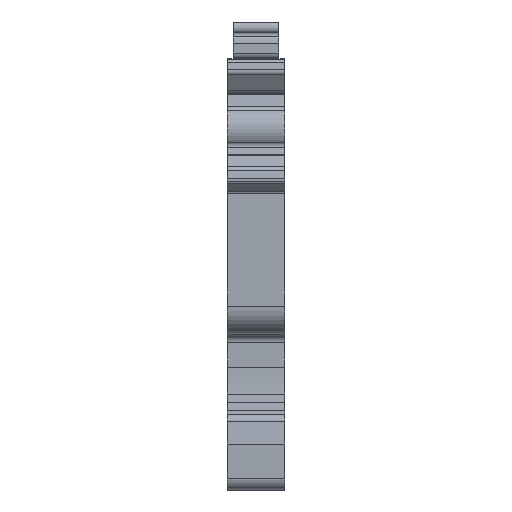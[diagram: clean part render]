
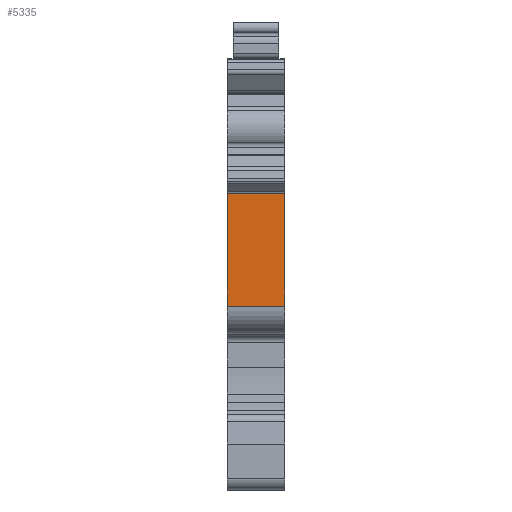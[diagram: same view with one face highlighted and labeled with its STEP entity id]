
A CAD part, left-side view. The second image highlights one B-rep face of the part: STEP entity #5335.
In plain terms, the highlighted planar face has unit normal (-1, 0, 0).
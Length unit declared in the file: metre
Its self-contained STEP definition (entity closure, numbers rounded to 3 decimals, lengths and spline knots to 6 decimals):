
#304=FACE_OUTER_BOUND('',#570,.T.);
#570=EDGE_LOOP('',(#4305,#4306,#4307,#4308));
#913=LINE('',#7488,#1437);
#1102=LINE('',#8211,#1626);
#1333=LINE('',#8764,#1857);
#1334=LINE('',#8766,#1858);
#1437=VECTOR('',#5952,0.009754);
#1626=VECTOR('',#6487,0.009754);
#1857=VECTOR('',#7142,0.005);
#1858=VECTOR('',#7145,0.005);
#1964=VERTEX_POINT('',#7485);
#1965=VERTEX_POINT('',#7487);
#2325=VERTEX_POINT('',#8208);
#2326=VERTEX_POINT('',#8210);
#2474=EDGE_CURVE('',#1964,#1965,#913,.T.);
#2835=EDGE_CURVE('',#2326,#2325,#1102,.T.);
#3117=EDGE_CURVE('',#1964,#2326,#1333,.T.);
#3118=EDGE_CURVE('',#1965,#2325,#1334,.T.);
#4305=ORIENTED_EDGE('',*,*,#2835,.T.);
#4306=ORIENTED_EDGE('',*,*,#3118,.F.);
#4307=ORIENTED_EDGE('',*,*,#2474,.F.);
#4308=ORIENTED_EDGE('',*,*,#3117,.T.);
#4856=PLANE('',#5825);
#5335=ADVANCED_FACE('',(#304),#4856,.F.);
#5825=AXIS2_PLACEMENT_3D('',#8765,#7143,#7144);
#5952=DIRECTION('',(0.,0.,1.));
#6487=DIRECTION('',(0.,0.,1.));
#7142=DIRECTION('',(0.,-1.,0.));
#7143=DIRECTION('center_axis',(1.,0.,0.));
#7144=DIRECTION('ref_axis',(0.,0.,-1.));
#7145=DIRECTION('',(0.,-1.,0.));
#7485=CARTESIAN_POINT('',(-0.04075,0.005,0.008734));
#7487=CARTESIAN_POINT('',(-0.04075,0.005,0.018488));
#7488=CARTESIAN_POINT('',(-0.04075,0.005,0.008734));
#8208=CARTESIAN_POINT('',(-0.04075,0.,0.018488));
#8210=CARTESIAN_POINT('',(-0.04075,0.,0.008734));
#8211=CARTESIAN_POINT('',(-0.04075,0.,0.008734));
#8764=CARTESIAN_POINT('',(-0.04075,0.005,0.008734));
#8765=CARTESIAN_POINT('Origin',(-0.04075,0.005,0.008734));
#8766=CARTESIAN_POINT('',(-0.04075,0.005,0.018488));
